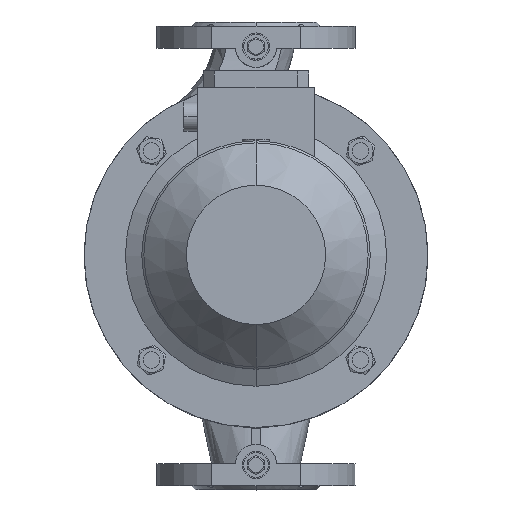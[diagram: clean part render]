
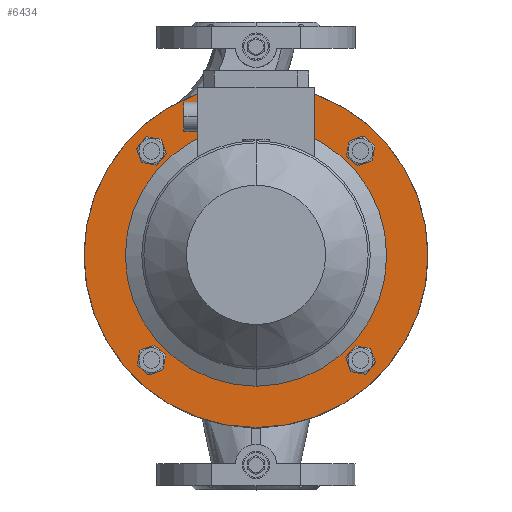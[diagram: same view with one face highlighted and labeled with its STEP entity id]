
A CAD part, top view. The second image highlights one B-rep face of the part: STEP entity #6434.
In plain terms, the highlighted planar face has unit normal (0, 0, 1).
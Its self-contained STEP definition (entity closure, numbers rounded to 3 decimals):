
#272 = CARTESIAN_POINT ( 'NONE',  ( -67.126, 74.447, 173. ) ) ;
#313 = VERTEX_POINT ( 'NONE', #18508 ) ;
#407 = ORIENTED_EDGE ( 'NONE', *, *, #24701, .T. ) ;
#524 = AXIS2_PLACEMENT_3D ( 'NONE', #9005, #16756, #19505 ) ;
#826 = CARTESIAN_POINT ( 'NONE',  ( 0., 0., 173. ) ) ;
#1759 = CARTESIAN_POINT ( 'NONE',  ( 0., 125., 173. ) ) ;
#2452 = CARTESIAN_POINT ( 'NONE',  ( -76.014, 76.014, 173. ) ) ;
#2456 = CARTESIAN_POINT ( 'NONE',  ( 0., 95., 173. ) ) ;
#2572 = CARTESIAN_POINT ( 'NONE',  ( -74.447, -67.126, 173. ) ) ;
#2581 = DIRECTION ( 'NONE',  ( 0., -1., 0. ) ) ;
#2623 = VERTEX_POINT ( 'NONE', #20804 ) ;
#2881 = DIRECTION ( 'NONE',  ( 0., -1., 0. ) ) ;
#3217 = FACE_BOUND ( 'NONE', #11244, .T. ) ;
#3625 = FACE_BOUND ( 'NONE', #32527, .T. ) ;
#4429 = CARTESIAN_POINT ( 'NONE',  ( -76.014, -76.014, 173. ) ) ;
#4672 = CARTESIAN_POINT ( 'NONE',  ( 84.902, -77.581, 173. ) ) ;
#4801 = PLANE ( 'NONE',  #11701 ) ;
#4929 = DIRECTION ( 'NONE',  ( 0., -1., 0. ) ) ;
#4952 = AXIS2_PLACEMENT_3D ( 'NONE', #19615, #27677, #22277 ) ;
#4994 = AXIS2_PLACEMENT_3D ( 'NONE', #4429, #20594, #17614 ) ;
#5477 = DIRECTION ( 'NONE',  ( 0., 0., 1. ) ) ;
#5796 = EDGE_LOOP ( 'NONE', ( #10249, #9557 ) ) ;
#6061 = AXIS2_PLACEMENT_3D ( 'NONE', #33670, #15461, #4929 ) ;
#6301 = CARTESIAN_POINT ( 'NONE',  ( 0., 0., 173. ) ) ;
#6434 = ADVANCED_FACE ( 'NONE', ( #32131, #3217, #30056, #12300, #3625, #20141 ), #4801, .T. ) ;
#6693 = CARTESIAN_POINT ( 'NONE',  ( 77.581, 84.902, 173. ) ) ;
#7044 = CIRCLE ( 'NONE', #6061, 9.025 ) ;
#7552 = AXIS2_PLACEMENT_3D ( 'NONE', #30239, #32873, #25150 ) ;
#8964 = DIRECTION ( 'NONE',  ( 0., 1., 0. ) ) ;
#9005 = CARTESIAN_POINT ( 'NONE',  ( 76.014, -76.014, 173. ) ) ;
#9121 = ORIENTED_EDGE ( 'NONE', *, *, #15467, .T. ) ;
#9216 = DIRECTION ( 'NONE',  ( 0., 0., -1. ) ) ;
#9467 = EDGE_LOOP ( 'NONE', ( #33055, #14016 ) ) ;
#9557 = ORIENTED_EDGE ( 'NONE', *, *, #23993, .F. ) ;
#9744 = EDGE_CURVE ( 'NONE', #2623, #11567, #26666, .T. ) ;
#10249 = ORIENTED_EDGE ( 'NONE', *, *, #32949, .F. ) ;
#10275 = EDGE_LOOP ( 'NONE', ( #19944, #9121 ) ) ;
#10552 = AXIS2_PLACEMENT_3D ( 'NONE', #10568, #5477, #2581 ) ;
#10568 = CARTESIAN_POINT ( 'NONE',  ( -76.014, 76.014, 173. ) ) ;
#10691 = ORIENTED_EDGE ( 'NONE', *, *, #27193, .F. ) ;
#10777 = VERTEX_POINT ( 'NONE', #2456 ) ;
#10894 = CIRCLE ( 'NONE', #11999, 9.025 ) ;
#10985 = AXIS2_PLACEMENT_3D ( 'NONE', #2452, #31911, #28911 ) ;
#11244 = EDGE_LOOP ( 'NONE', ( #10691, #13129 ) ) ;
#11412 = DIRECTION ( 'NONE',  ( 0., 0., -1. ) ) ;
#11448 = CIRCLE ( 'NONE', #10552, 9.025 ) ;
#11567 = VERTEX_POINT ( 'NONE', #4672 ) ;
#11701 = AXIS2_PLACEMENT_3D ( 'NONE', #1759, #14877, #20401 ) ;
#11999 = AXIS2_PLACEMENT_3D ( 'NONE', #12493, #33151, #22637 ) ;
#12078 = CIRCLE ( 'NONE', #10985, 9.025 ) ;
#12300 = FACE_BOUND ( 'NONE', #14227, .T. ) ;
#12493 = CARTESIAN_POINT ( 'NONE',  ( 76.014, 76.014, 173. ) ) ;
#13129 = ORIENTED_EDGE ( 'NONE', *, *, #25143, .F. ) ;
#13334 = CIRCLE ( 'NONE', #31289, 95. ) ;
#13441 = CIRCLE ( 'NONE', #7552, 125. ) ;
#13635 = VERTEX_POINT ( 'NONE', #24869 ) ;
#13948 = CARTESIAN_POINT ( 'NONE',  ( 0., 0., 173. ) ) ;
#14016 = ORIENTED_EDGE ( 'NONE', *, *, #14470, .F. ) ;
#14062 = EDGE_CURVE ( 'NONE', #28742, #10777, #13334, .T. ) ;
#14227 = EDGE_LOOP ( 'NONE', ( #31832, #30571 ) ) ;
#14470 = EDGE_CURVE ( 'NONE', #13635, #33803, #12078, .T. ) ;
#14877 = DIRECTION ( 'NONE',  ( 0., 0., 1. ) ) ;
#15461 = DIRECTION ( 'NONE',  ( 0., 0., -1. ) ) ;
#15467 = EDGE_CURVE ( 'NONE', #27378, #17744, #26964, .T. ) ;
#16756 = DIRECTION ( 'NONE',  ( 0., 0., 1. ) ) ;
#16934 = DIRECTION ( 'NONE',  ( 0., 0., -1. ) ) ;
#17614 = DIRECTION ( 'NONE',  ( 0., -1., 0. ) ) ;
#17660 = ORIENTED_EDGE ( 'NONE', *, *, #14062, .T. ) ;
#17744 = VERTEX_POINT ( 'NONE', #2572 ) ;
#18147 = VERTEX_POINT ( 'NONE', #20355 ) ;
#18468 = VERTEX_POINT ( 'NONE', #6693 ) ;
#18508 = CARTESIAN_POINT ( 'NONE',  ( 74.447, 67.126, 173. ) ) ;
#19505 = DIRECTION ( 'NONE',  ( 0., -1., 0. ) ) ;
#19615 = CARTESIAN_POINT ( 'NONE',  ( 76.014, 76.014, 173. ) ) ;
#19944 = ORIENTED_EDGE ( 'NONE', *, *, #27403, .T. ) ;
#20141 = FACE_OUTER_BOUND ( 'NONE', #5796, .T. ) ;
#20355 = CARTESIAN_POINT ( 'NONE',  ( 0., -125., 173. ) ) ;
#20401 = DIRECTION ( 'NONE',  ( 0., -1., 0. ) ) ;
#20594 = DIRECTION ( 'NONE',  ( 0., 0., -1. ) ) ;
#20804 = CARTESIAN_POINT ( 'NONE',  ( 67.126, -74.447, 173. ) ) ;
#21410 = EDGE_CURVE ( 'NONE', #33803, #13635, #11448, .T. ) ;
#22277 = DIRECTION ( 'NONE',  ( 0., -1., 0. ) ) ;
#22372 = DIRECTION ( 'NONE',  ( 0., 1., 0. ) ) ;
#22393 = CARTESIAN_POINT ( 'NONE',  ( 0., -95., 173. ) ) ;
#22637 = DIRECTION ( 'NONE',  ( 0., -1., 0. ) ) ;
#23681 = AXIS2_PLACEMENT_3D ( 'NONE', #826, #11412, #33423 ) ;
#23993 = EDGE_CURVE ( 'NONE', #18147, #27619, #13441, .T. ) ;
#24408 = AXIS2_PLACEMENT_3D ( 'NONE', #6301, #16934, #8964 ) ;
#24571 = CIRCLE ( 'NONE', #24408, 95. ) ;
#24666 = CARTESIAN_POINT ( 'NONE',  ( 0., 125., 173. ) ) ;
#24701 = EDGE_CURVE ( 'NONE', #10777, #28742, #24571, .T. ) ;
#24869 = CARTESIAN_POINT ( 'NONE',  ( -84.902, 77.581, 173. ) ) ;
#25143 = EDGE_CURVE ( 'NONE', #18468, #313, #10894, .T. ) ;
#25150 = DIRECTION ( 'NONE',  ( 0., 1., 0. ) ) ;
#26656 = CIRCLE ( 'NONE', #524, 9.025 ) ;
#26666 = CIRCLE ( 'NONE', #27015, 9.025 ) ;
#26680 = DIRECTION ( 'NONE',  ( 0., 0., 1. ) ) ;
#26964 = CIRCLE ( 'NONE', #4994, 9.025 ) ;
#27015 = AXIS2_PLACEMENT_3D ( 'NONE', #33827, #26680, #2881 ) ;
#27193 = EDGE_CURVE ( 'NONE', #313, #18468, #31810, .T. ) ;
#27378 = VERTEX_POINT ( 'NONE', #31034 ) ;
#27403 = EDGE_CURVE ( 'NONE', #17744, #27378, #7044, .T. ) ;
#27619 = VERTEX_POINT ( 'NONE', #24666 ) ;
#27677 = DIRECTION ( 'NONE',  ( 0., 0., 1. ) ) ;
#28742 = VERTEX_POINT ( 'NONE', #22393 ) ;
#28911 = DIRECTION ( 'NONE',  ( 0., -1., 0. ) ) ;
#29009 = CIRCLE ( 'NONE', #23681, 125. ) ;
#30056 = FACE_BOUND ( 'NONE', #9467, .T. ) ;
#30239 = CARTESIAN_POINT ( 'NONE',  ( 0., 0., 173. ) ) ;
#30560 = EDGE_CURVE ( 'NONE', #11567, #2623, #26656, .T. ) ;
#30571 = ORIENTED_EDGE ( 'NONE', *, *, #30560, .F. ) ;
#31034 = CARTESIAN_POINT ( 'NONE',  ( -77.581, -84.902, 173. ) ) ;
#31289 = AXIS2_PLACEMENT_3D ( 'NONE', #13948, #9216, #22372 ) ;
#31810 = CIRCLE ( 'NONE', #4952, 9.025 ) ;
#31832 = ORIENTED_EDGE ( 'NONE', *, *, #9744, .F. ) ;
#31911 = DIRECTION ( 'NONE',  ( 0., 0., 1. ) ) ;
#32131 = FACE_BOUND ( 'NONE', #10275, .T. ) ;
#32527 = EDGE_LOOP ( 'NONE', ( #407, #17660 ) ) ;
#32873 = DIRECTION ( 'NONE',  ( 0., 0., -1. ) ) ;
#32949 = EDGE_CURVE ( 'NONE', #27619, #18147, #29009, .T. ) ;
#33055 = ORIENTED_EDGE ( 'NONE', *, *, #21410, .F. ) ;
#33151 = DIRECTION ( 'NONE',  ( 0., 0., 1. ) ) ;
#33423 = DIRECTION ( 'NONE',  ( 0., 1., 0. ) ) ;
#33670 = CARTESIAN_POINT ( 'NONE',  ( -76.014, -76.014, 173. ) ) ;
#33803 = VERTEX_POINT ( 'NONE', #272 ) ;
#33827 = CARTESIAN_POINT ( 'NONE',  ( 76.014, -76.014, 173. ) ) ;
